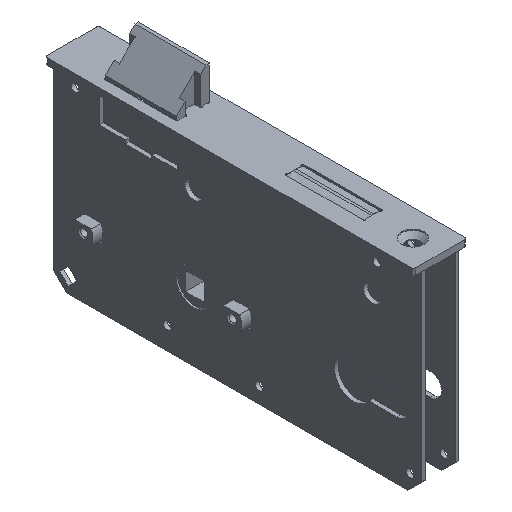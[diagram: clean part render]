
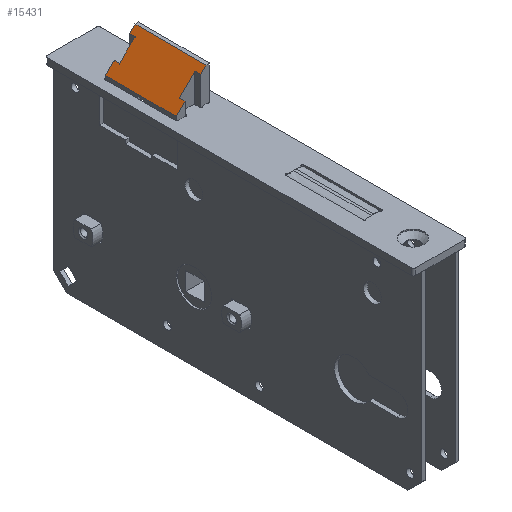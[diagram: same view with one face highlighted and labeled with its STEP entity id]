
A CAD part, isometric view. The second image highlights one B-rep face of the part: STEP entity #15431.
In plain terms, the highlighted planar face has unit normal (-0.707, 0, 0.707).
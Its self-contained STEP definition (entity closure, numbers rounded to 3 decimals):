
#347 = ORIENTED_EDGE ( 'NONE', *, *, #10992, .T. ) ;
#391 = DIRECTION ( 'NONE',  ( 0., 1., 0. ) ) ;
#489 = DIRECTION ( 'NONE',  ( 0., 1., 0. ) ) ;
#535 = DIRECTION ( 'NONE',  ( 0.707, 0., -0.707 ) ) ;
#536 = EDGE_CURVE ( 'NONE', #791, #15763, #8071, .T. ) ;
#791 = VERTEX_POINT ( 'NONE', #2388 ) ;
#894 = VERTEX_POINT ( 'NONE', #16869 ) ;
#2062 = CARTESIAN_POINT ( 'NONE',  ( -3.475, 16., 1.1 ) ) ;
#2114 = DIRECTION ( 'NONE',  ( -0.707, 0., -0.707 ) ) ;
#2388 = CARTESIAN_POINT ( 'NONE',  ( 3.475, 13.5, 8.05 ) ) ;
#2396 = VECTOR ( 'NONE', #2114, 1000. ) ;
#2496 = CARTESIAN_POINT ( 'NONE',  ( -3.475, 16., 1.1 ) ) ;
#2561 = CARTESIAN_POINT ( 'NONE',  ( -3.475, -13.5, 1.1 ) ) ;
#2592 = EDGE_CURVE ( 'NONE', #14415, #14103, #17847, .T. ) ;
#2747 = VERTEX_POINT ( 'NONE', #8040 ) ;
#2873 = DIRECTION ( 'NONE',  ( -0.707, 0., -0.707 ) ) ;
#3140 = LINE ( 'NONE', #4894, #7896 ) ;
#3392 = ORIENTED_EDGE ( 'NONE', *, *, #2592, .T. ) ;
#3415 = CARTESIAN_POINT ( 'NONE',  ( -3.475, 13.5, 1.1 ) ) ;
#3640 = LINE ( 'NONE', #2496, #19269 ) ;
#3705 = CARTESIAN_POINT ( 'NONE',  ( 1.225, 13.5, 5.8 ) ) ;
#3870 = ORIENTED_EDGE ( 'NONE', *, *, #14200, .F. ) ;
#3966 = EDGE_CURVE ( 'NONE', #2747, #9485, #4095, .T. ) ;
#4095 = LINE ( 'NONE', #6390, #15934 ) ;
#4338 = VECTOR ( 'NONE', #489, 1000. ) ;
#4381 = VECTOR ( 'NONE', #18762, 1000. ) ;
#4738 = DIRECTION ( 'NONE',  ( 0., 1., 0. ) ) ;
#4894 = CARTESIAN_POINT ( 'NONE',  ( 3.475, -16., 8.05 ) ) ;
#4989 = ORIENTED_EDGE ( 'NONE', *, *, #18127, .F. ) ;
#5127 = CARTESIAN_POINT ( 'NONE',  ( 4.7, -13.5, 9.275 ) ) ;
#5170 = DIRECTION ( 'NONE',  ( -0.707, 0., -0.707 ) ) ;
#5355 = LINE ( 'NONE', #9334, #19069 ) ;
#5611 = LINE ( 'NONE', #11335, #11748 ) ;
#5629 = ORIENTED_EDGE ( 'NONE', *, *, #14167, .F. ) ;
#5925 = EDGE_CURVE ( 'NONE', #9817, #15380, #3640, .T. ) ;
#6390 = CARTESIAN_POINT ( 'NONE',  ( -7.475, -16., -2.9 ) ) ;
#6428 = CARTESIAN_POINT ( 'NONE',  ( 5.925, -16., 10.5 ) ) ;
#6525 = VERTEX_POINT ( 'NONE', #2561 ) ;
#6557 = CARTESIAN_POINT ( 'NONE',  ( -7.475, -16., -2.9 ) ) ;
#7160 = VECTOR ( 'NONE', #18855, 1000. ) ;
#7896 = VECTOR ( 'NONE', #15474, 1000. ) ;
#8040 = CARTESIAN_POINT ( 'NONE',  ( -7.475, -16., -2.9 ) ) ;
#8071 = LINE ( 'NONE', #18090, #19175 ) ;
#8209 = LINE ( 'NONE', #14168, #4381 ) ;
#8585 = ORIENTED_EDGE ( 'NONE', *, *, #10826, .F. ) ;
#8785 = CARTESIAN_POINT ( 'NONE',  ( 3.475, -13.5, 8.05 ) ) ;
#8820 = LINE ( 'NONE', #10443, #18033 ) ;
#9334 = CARTESIAN_POINT ( 'NONE',  ( -7.475, -16., -2.9 ) ) ;
#9485 = VERTEX_POINT ( 'NONE', #13200 ) ;
#9556 = VECTOR ( 'NONE', #15102, 1000. ) ;
#9817 = VERTEX_POINT ( 'NONE', #2062 ) ;
#10182 = EDGE_CURVE ( 'NONE', #9817, #9485, #5611, .T. ) ;
#10184 = DIRECTION ( 'NONE',  ( 0., -1., 0. ) ) ;
#10443 = CARTESIAN_POINT ( 'NONE',  ( -7.475, -16., -2.9 ) ) ;
#10586 = CARTESIAN_POINT ( 'NONE',  ( 5.925, -16., 10.5 ) ) ;
#10603 = CARTESIAN_POINT ( 'NONE',  ( -3.475, -13.5, 1.1 ) ) ;
#10826 = EDGE_CURVE ( 'NONE', #894, #2747, #5355, .T. ) ;
#10992 = EDGE_CURVE ( 'NONE', #14103, #15763, #8209, .T. ) ;
#11142 = LINE ( 'NONE', #3705, #7160 ) ;
#11335 = CARTESIAN_POINT ( 'NONE',  ( -7.475, 16., -2.9 ) ) ;
#11499 = CARTESIAN_POINT ( 'NONE',  ( 3.475, -16., 8.05 ) ) ;
#11748 = VECTOR ( 'NONE', #5170, 1000. ) ;
#12614 = DIRECTION ( 'NONE',  ( -0.707, 0., -0.707 ) ) ;
#12641 = CARTESIAN_POINT ( 'NONE',  ( 5.925, 16., 10.5 ) ) ;
#12861 = ORIENTED_EDGE ( 'NONE', *, *, #5925, .F. ) ;
#12874 = ORIENTED_EDGE ( 'NONE', *, *, #10182, .T. ) ;
#13200 = CARTESIAN_POINT ( 'NONE',  ( -7.475, 16., -2.9 ) ) ;
#13589 = LINE ( 'NONE', #10603, #9556 ) ;
#13720 = ORIENTED_EDGE ( 'NONE', *, *, #3966, .F. ) ;
#14103 = VERTEX_POINT ( 'NONE', #12641 ) ;
#14167 = EDGE_CURVE ( 'NONE', #15380, #791, #11142, .T. ) ;
#14168 = CARTESIAN_POINT ( 'NONE',  ( -7.475, 16., -2.9 ) ) ;
#14200 = EDGE_CURVE ( 'NONE', #14381, #6525, #14500, .T. ) ;
#14342 = VERTEX_POINT ( 'NONE', #11499 ) ;
#14381 = VERTEX_POINT ( 'NONE', #8785 ) ;
#14415 = VERTEX_POINT ( 'NONE', #10586 ) ;
#14500 = LINE ( 'NONE', #5127, #2396 ) ;
#14750 = FACE_OUTER_BOUND ( 'NONE', #15217, .T. ) ;
#15102 = DIRECTION ( 'NONE',  ( 0., -1., 0. ) ) ;
#15217 = EDGE_LOOP ( 'NONE', ( #3870, #16882, #15265, #3392, #347, #15584, #5629, #12861, #12874, #13720, #8585, #4989 ) ) ;
#15265 = ORIENTED_EDGE ( 'NONE', *, *, #16274, .F. ) ;
#15380 = VERTEX_POINT ( 'NONE', #3415 ) ;
#15431 = ADVANCED_FACE ( 'NONE', ( #14750 ), #15606, .F. ) ;
#15474 = DIRECTION ( 'NONE',  ( 0., 1., 0. ) ) ;
#15584 = ORIENTED_EDGE ( 'NONE', *, *, #536, .F. ) ;
#15606 = PLANE ( 'NONE',  #18645 ) ;
#15763 = VERTEX_POINT ( 'NONE', #18523 ) ;
#15934 = VECTOR ( 'NONE', #391, 1000. ) ;
#16274 = EDGE_CURVE ( 'NONE', #14415, #14342, #8820, .T. ) ;
#16449 = EDGE_CURVE ( 'NONE', #14342, #14381, #3140, .T. ) ;
#16869 = CARTESIAN_POINT ( 'NONE',  ( -3.475, -16., 1.1 ) ) ;
#16882 = ORIENTED_EDGE ( 'NONE', *, *, #16449, .F. ) ;
#17847 = LINE ( 'NONE', #6428, #4338 ) ;
#18033 = VECTOR ( 'NONE', #2873, 1000. ) ;
#18090 = CARTESIAN_POINT ( 'NONE',  ( 3.475, 13.5, 8.05 ) ) ;
#18127 = EDGE_CURVE ( 'NONE', #6525, #894, #13589, .T. ) ;
#18448 = DIRECTION ( 'NONE',  ( -0.707, 0., -0.707 ) ) ;
#18523 = CARTESIAN_POINT ( 'NONE',  ( 3.475, 16., 8.05 ) ) ;
#18645 = AXIS2_PLACEMENT_3D ( 'NONE', #6557, #535, #12614 ) ;
#18762 = DIRECTION ( 'NONE',  ( -0.707, 0., -0.707 ) ) ;
#18855 = DIRECTION ( 'NONE',  ( 0.707, 0., 0.707 ) ) ;
#19069 = VECTOR ( 'NONE', #18448, 1000. ) ;
#19175 = VECTOR ( 'NONE', #4738, 1000. ) ;
#19269 = VECTOR ( 'NONE', #10184, 1000. ) ;
